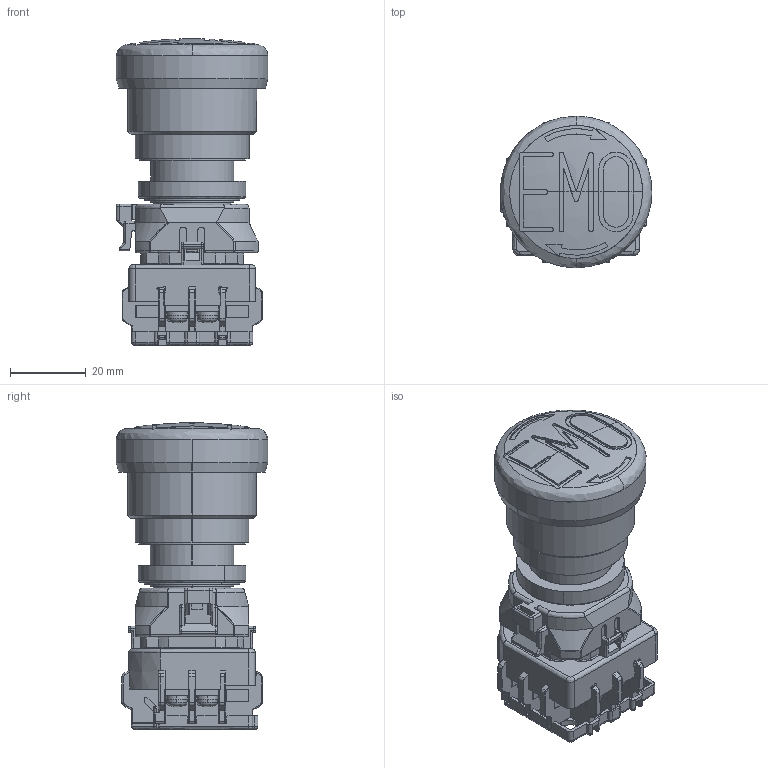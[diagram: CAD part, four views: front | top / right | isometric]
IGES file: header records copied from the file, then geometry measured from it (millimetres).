
Start section: SolidWorks IGES file using analytic representation for surfaces
Global section: file name: XW1E-BV4xxMRH-EMO.IGS; native system: SolidWorks 2019; preprocessor: SolidWorks 2019; author: 1003605; date: 201210.103250; units: millimetre
Bounding box: 40.1 x 40 x 80.9 mm (x, y, z)
Surface area: 22551 mm2 (no closed solid volume)
Topology: 0 solids, 0 shells, 1315 faces, 11242 edges, 11174 vertices
Faces by surface type: bspline 850, revolution 465
